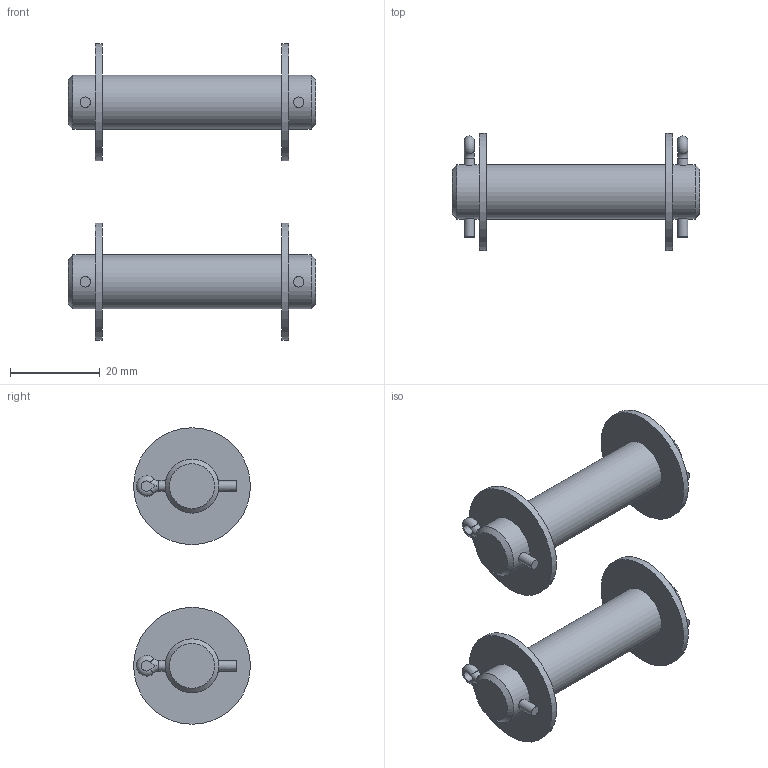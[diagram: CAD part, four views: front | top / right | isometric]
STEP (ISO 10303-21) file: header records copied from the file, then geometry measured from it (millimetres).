
FILE_DESCRIPTION(/* description */ ('STEP AP214'),/* implementation_level */ '2;1');
FILE_NAME(/* name */ '573323_DAMD-F5-S-50',/* time_stamp */ '2024-08-13T14:29:59+02:00',/* author */ ('License CC BY-ND 4.0'),/* organization */ ('CADENAS'),/* preprocessor_version */ 'ST-DEVELOPER v19.3',/* originating_system */ 'PARTsolutions',/* authorisation */ ' ');
FILE_SCHEMA (('AUTOMOTIVE_DESIGN {1 0 10303 214 3 1 1}'));
Length unit declared in the file: millimetre
Products named in the file (2): 573323 DAMD-F5-S-50; 711021 50_ST
Assembly tree (2 placements, depth 2):
  573323 DAMD-F5-S-50
    711021 50_ST  x2
Bounding box: 55 x 26 x 66 mm (x, y, z)
Volume: 15060.7 mm3; surface area: 8522.6 mm2
Topology: 2 solids, 2 shells, 86 faces, 178 edges, 108 vertices
Faces by surface type: plane 40, cylinder 30, torus 12, cone 4
Full cylindrical faces by diameter (mm): 2.3 x8, 12 x6, 26 x4
Entity records: 1169 total; most frequent: CARTESIAN_POINT 246, DIRECTION 202, ORIENTED_EDGE 148, AXIS2_PLACEMENT_3D 94, EDGE_CURVE 74, EDGE_LOOP 64, FACE_BOUND 64, VERTEX_POINT 50
